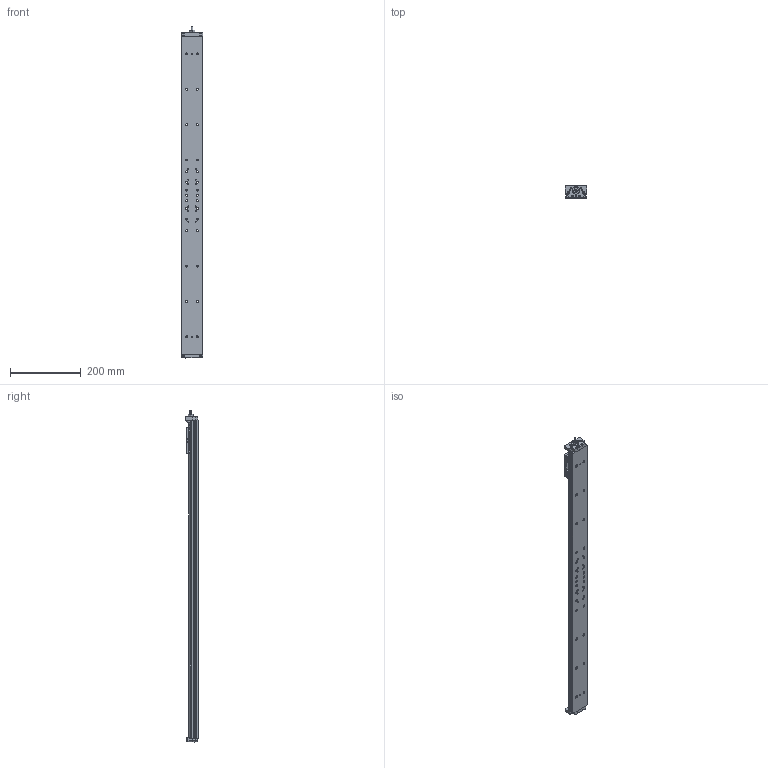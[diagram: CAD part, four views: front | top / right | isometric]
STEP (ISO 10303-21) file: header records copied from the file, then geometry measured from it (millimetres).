
FILE_DESCRIPTION (( 'STEP AP203' ), '1' );
FILE_NAME ('LAHP-33TM810B10M.STEP', '2021-04-29T15:01:59', ( '' ), ( '' ), 'SwSTEP 2.0', 'SolidWorks 2021', '' );
FILE_SCHEMA (( 'CONFIG_CONTROL_DESIGN' ));
Length unit declared in the file: metre
Products named in the file (3): LAHP-33TM810B10M_CARRIAGE; LAHP-33TM810B10M; LAHP-33TM810B10M_BASE
Assembly tree (2 placements, depth 2):
  LAHP-33TM810B10M
    LAHP-33TM810B10M_BASE
    LAHP-33TM810B10M_CARRIAGE
Bounding box: 60 x 34.59 x 939.06 mm (x, y, z)
Volume: 799643.3 mm3; surface area: 277748.4 mm2
Topology: 2 solids, 2 shells, 3866 faces, 9468 edges, 5751 vertices
Faces by surface type: plane 2309, cylinder 942, cone 603, torus 6, sphere 6
Entity records: 111506 total; most frequent: DIRECTION 20227, CARTESIAN_POINT 19058, ORIENTED_EDGE 18304, EDGE_CURVE 9152, AXIS2_PLACEMENT_3D 7240, VERTEX_POINT 5749, LINE 5747, VECTOR 5747
